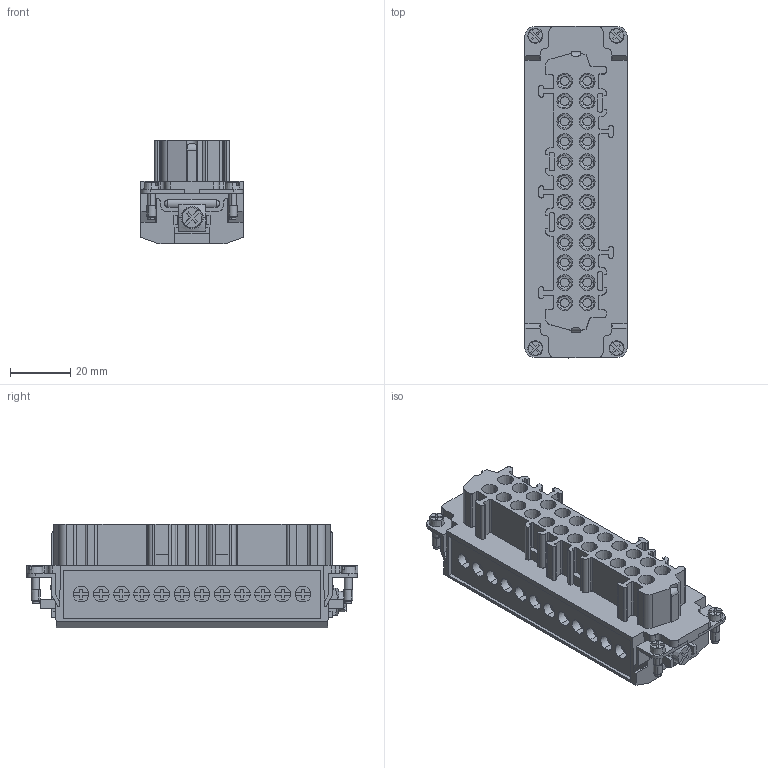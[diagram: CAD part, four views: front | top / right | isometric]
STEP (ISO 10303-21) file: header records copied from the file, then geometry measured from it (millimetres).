
FILE_DESCRIPTION(('Creo Elements/Direct Modeling STEP Export'),'2;1');
FILE_NAME('model.stp','2021-02-25T 8:43:34',(''),(''),'Creo Elements/Direct Modeling STEP processor for AP214 (Solid Model)','Creo Elements/Direct Modeling 20.1D 10-Oct-2020 (C) Parametric Technology GmbH','');
FILE_SCHEMA(('AUTOMOTIVE_DESIGN { 1 0 10303 214 1 1 1 1 }'));
Products named in the file (2): HC_B_24_I_UT_F-select
Assembly tree (1 placements, depth 2):
  HC_B_24_I_UT_F-select
    HC_B_24_I_UT_F-select
Bounding box: 34 x 110.3 x 34.4 mm (x, y, z)
Volume: 67587.1 mm3; surface area: 32793.5 mm2
Topology: 1 solids, 1 shells, 1851 faces, 5093 edges, 3374 vertices
Faces by surface type: plane 1301, cylinder 382, cone 164, sphere 4
Entity records: 71887 total; most frequent: CARTESIAN_POINT 10603, ORIENTED_EDGE 10186, DIRECTION 9103, EDGE_CURVE 5093, VECTOR 3719, LINE 3719, VERTEX_POINT 3374, AXIS2_PLACEMENT_3D 2692
